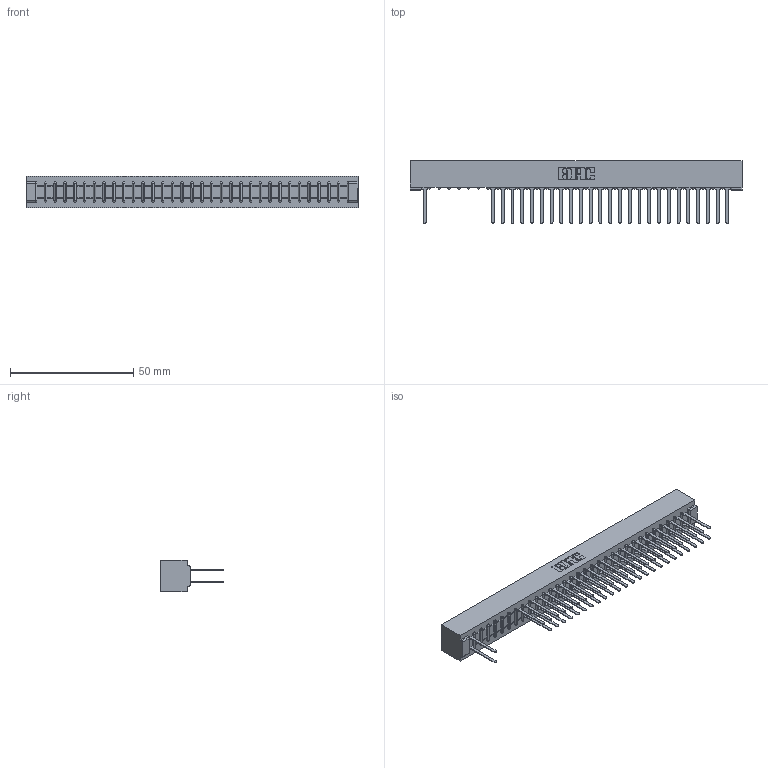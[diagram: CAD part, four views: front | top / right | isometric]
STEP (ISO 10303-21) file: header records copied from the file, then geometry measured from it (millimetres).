
FILE_DESCRIPTION (( 'STEP AP203' ), '1' );
FILE_NAME ('307-064-542-201.STEP', '2018-08-06T10:13:31', ( '' ), ( '' ), 'SwSTEP 2.0', 'SolidWorks 2016', '' );
FILE_SCHEMA (( 'CONFIG_CONTROL_DESIGN' ));
Length unit declared in the file: inch
Products named in the file (3): 307 Part_No Mounting Lugs; 307-290-001_542; 307-064-542-201
Assembly tree (52 placements, depth 2):
  307-064-542-201
    307 Part_No Mounting Lugs
    307-290-001_542  x51
Bounding box: 134.67 x 25.43 x 12.7 mm (x, y, z)
Volume: 14823.8 mm3; surface area: 18257.9 mm2
Topology: 52 solids, 52 shells, 2619 faces, 7345 edges, 4738 vertices
Faces by surface type: plane 1725, cylinder 828, sphere 66
Entity records: 28964 total; most frequent: CARTESIAN_POINT 4791, ORIENTED_EDGE 4758, DIRECTION 4683, EDGE_CURVE 2379, VECTOR 1823, LINE 1823, VERTEX_POINT 1538, AXIS2_PLACEMENT_3D 1430
